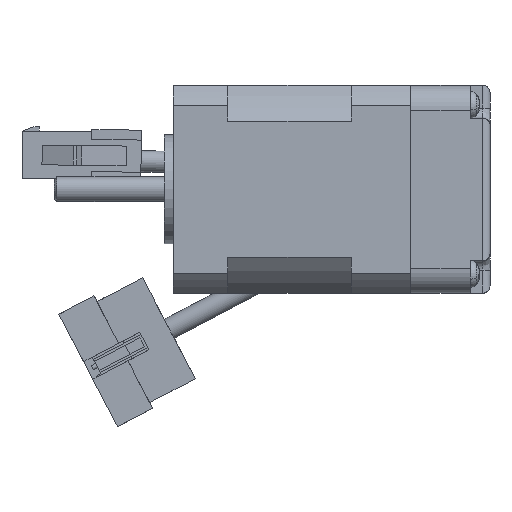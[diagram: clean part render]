
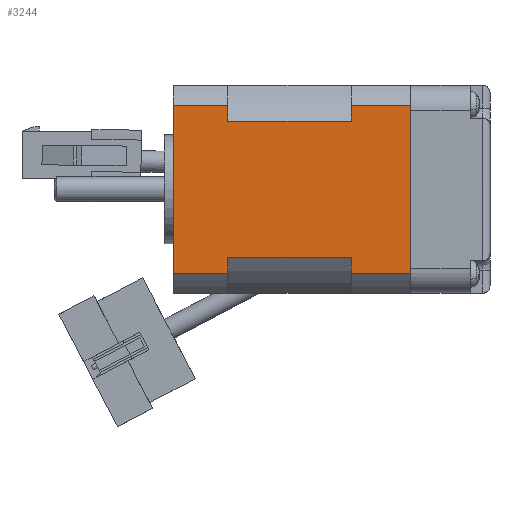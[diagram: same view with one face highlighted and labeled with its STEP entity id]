
A CAD part, front view. The second image highlights one B-rep face of the part: STEP entity #3244.
In plain terms, the highlighted planar face has unit normal (0, -1, 0).
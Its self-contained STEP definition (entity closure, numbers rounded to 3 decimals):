
#280 = CARTESIAN_POINT ( 'NONE',  ( 4.029, 0., 0. ) ) ;
#431 = CARTESIAN_POINT ( 'NONE',  ( 34.766, 0., 37. ) ) ;
#1043 = LINE ( 'NONE', #15150, #13940 ) ;
#1637 = AXIS2_PLACEMENT_3D ( 'NONE', #8448, #6797, #18615 ) ;
#2300 = EDGE_CURVE ( 'NONE', #19667, #21139, #1043, .T. ) ;
#2885 = VERTEX_POINT ( 'NONE', #431 ) ;
#3182 = VECTOR ( 'NONE', #18257, 1000. ) ;
#3244 = ADVANCED_FACE ( 'NONE', ( #14447 ), #13516, .F. ) ;
#3258 = VECTOR ( 'NONE', #18583, 1000. ) ;
#3266 = DIRECTION ( 'NONE',  ( 1., 0., 0. ) ) ;
#3389 = EDGE_CURVE ( 'NONE', #15566, #5706, #16807, .T. ) ;
#3531 = EDGE_CURVE ( 'NONE', #2885, #11379, #18132, .T. ) ;
#3716 = LINE ( 'NONE', #14859, #3182 ) ;
#4115 = DIRECTION ( 'NONE',  ( 1., 0., 0. ) ) ;
#4517 = CARTESIAN_POINT ( 'NONE',  ( 34.766, 0., 12. ) ) ;
#4572 = ORIENTED_EDGE ( 'NONE', *, *, #17687, .T. ) ;
#4691 = CARTESIAN_POINT ( 'NONE',  ( 37.971, 0., 0. ) ) ;
#4821 = VERTEX_POINT ( 'NONE', #13087 ) ;
#4964 = DIRECTION ( 'NONE',  ( 1., 0., 0. ) ) ;
#5639 = LINE ( 'NONE', #16753, #14588 ) ;
#5706 = VERTEX_POINT ( 'NONE', #16322 ) ;
#5742 = VERTEX_POINT ( 'NONE', #4691 ) ;
#5851 = LINE ( 'NONE', #15036, #17702 ) ;
#5881 = EDGE_CURVE ( 'NONE', #13321, #5742, #5639, .T. ) ;
#6553 = VECTOR ( 'NONE', #19193, 1000. ) ;
#6748 = DIRECTION ( 'NONE',  ( 0., 0., -1. ) ) ;
#6797 = DIRECTION ( 'NONE',  ( 0., 1., 0. ) ) ;
#6969 = VECTOR ( 'NONE', #10512, 1000. ) ;
#6970 = ORIENTED_EDGE ( 'NONE', *, *, #10122, .T. ) ;
#7858 = VECTOR ( 'NONE', #12281, 1000. ) ;
#8065 = CARTESIAN_POINT ( 'NONE',  ( 37.971, 0., 12. ) ) ;
#8414 = ORIENTED_EDGE ( 'NONE', *, *, #12435, .F. ) ;
#8444 = CARTESIAN_POINT ( 'NONE',  ( 4.029, 0., 12. ) ) ;
#8448 = CARTESIAN_POINT ( 'NONE',  ( 4.029, 0., 48. ) ) ;
#8481 = VERTEX_POINT ( 'NONE', #8065 ) ;
#8824 = CARTESIAN_POINT ( 'NONE',  ( 4.029, 0., 48. ) ) ;
#8973 = ORIENTED_EDGE ( 'NONE', *, *, #2300, .T. ) ;
#9100 = CARTESIAN_POINT ( 'NONE',  ( 4.029, 0., 48. ) ) ;
#9176 = VECTOR ( 'NONE', #16021, 1000. ) ;
#9485 = EDGE_CURVE ( 'NONE', #5706, #4821, #3716, .T. ) ;
#9989 = LINE ( 'NONE', #9100, #6553 ) ;
#10122 = EDGE_CURVE ( 'NONE', #21139, #4821, #5851, .T. ) ;
#10287 = VECTOR ( 'NONE', #16661, 1000. ) ;
#10512 = DIRECTION ( 'NONE',  ( 0., 0., -1. ) ) ;
#10565 = VECTOR ( 'NONE', #20659, 1000. ) ;
#10623 = CARTESIAN_POINT ( 'NONE',  ( 37.971, 0., 37. ) ) ;
#10814 = ORIENTED_EDGE ( 'NONE', *, *, #17919, .F. ) ;
#11016 = CARTESIAN_POINT ( 'NONE',  ( 34.766, 0., 12. ) ) ;
#11223 = EDGE_CURVE ( 'NONE', #19667, #13788, #9989, .T. ) ;
#11379 = VERTEX_POINT ( 'NONE', #4517 ) ;
#11470 = LINE ( 'NONE', #8824, #6969 ) ;
#11539 = CARTESIAN_POINT ( 'NONE',  ( 37.971, 0., 48. ) ) ;
#12281 = DIRECTION ( 'NONE',  ( 1., 0., 0. ) ) ;
#12435 = EDGE_CURVE ( 'NONE', #11379, #8481, #13611, .T. ) ;
#12758 = LINE ( 'NONE', #16874, #3258 ) ;
#13087 = CARTESIAN_POINT ( 'NONE',  ( 7.234, 0., 37. ) ) ;
#13321 = VERTEX_POINT ( 'NONE', #280 ) ;
#13516 = PLANE ( 'NONE',  #1637 ) ;
#13611 = LINE ( 'NONE', #14185, #17600 ) ;
#13788 = VERTEX_POINT ( 'NONE', #11539 ) ;
#13940 = VECTOR ( 'NONE', #6748, 1000. ) ;
#14144 = ORIENTED_EDGE ( 'NONE', *, *, #3389, .F. ) ;
#14185 = CARTESIAN_POINT ( 'NONE',  ( 4.029, 0., 12. ) ) ;
#14447 = FACE_OUTER_BOUND ( 'NONE', #15050, .T. ) ;
#14450 = EDGE_CURVE ( 'NONE', #13788, #14618, #12758, .T. ) ;
#14588 = VECTOR ( 'NONE', #4964, 1000. ) ;
#14618 = VERTEX_POINT ( 'NONE', #10623 ) ;
#14859 = CARTESIAN_POINT ( 'NONE',  ( 7.234, 0., 12. ) ) ;
#14903 = CARTESIAN_POINT ( 'NONE',  ( 4.029, 0., 37. ) ) ;
#15036 = CARTESIAN_POINT ( 'NONE',  ( 4.029, 0., 37. ) ) ;
#15050 = EDGE_LOOP ( 'NONE', ( #14144, #15469, #15370, #10814, #8414, #18927, #4572, #17750, #20845, #8973, #6970, #15362 ) ) ;
#15150 = CARTESIAN_POINT ( 'NONE',  ( 4.029, 0., 48. ) ) ;
#15249 = EDGE_CURVE ( 'NONE', #15566, #13321, #11470, .T. ) ;
#15362 = ORIENTED_EDGE ( 'NONE', *, *, #9485, .F. ) ;
#15370 = ORIENTED_EDGE ( 'NONE', *, *, #5881, .T. ) ;
#15469 = ORIENTED_EDGE ( 'NONE', *, *, #15249, .T. ) ;
#15566 = VERTEX_POINT ( 'NONE', #8444 ) ;
#15937 = CARTESIAN_POINT ( 'NONE',  ( 4.029, 0., 48. ) ) ;
#16021 = DIRECTION ( 'NONE',  ( 0., 0., -1. ) ) ;
#16322 = CARTESIAN_POINT ( 'NONE',  ( 7.234, 0., 12. ) ) ;
#16661 = DIRECTION ( 'NONE',  ( 1., 0., 0. ) ) ;
#16753 = CARTESIAN_POINT ( 'NONE',  ( 4.029, 0., 0. ) ) ;
#16807 = LINE ( 'NONE', #20693, #7858 ) ;
#16874 = CARTESIAN_POINT ( 'NONE',  ( 37.971, 0., 48. ) ) ;
#17600 = VECTOR ( 'NONE', #4115, 1000. ) ;
#17687 = EDGE_CURVE ( 'NONE', #2885, #14618, #19302, .T. ) ;
#17702 = VECTOR ( 'NONE', #3266, 1000. ) ;
#17750 = ORIENTED_EDGE ( 'NONE', *, *, #14450, .F. ) ;
#17919 = EDGE_CURVE ( 'NONE', #8481, #5742, #19554, .T. ) ;
#18132 = LINE ( 'NONE', #11016, #9176 ) ;
#18257 = DIRECTION ( 'NONE',  ( 0., 0., 1. ) ) ;
#18583 = DIRECTION ( 'NONE',  ( 0., 0., -1. ) ) ;
#18615 = DIRECTION ( 'NONE',  ( -1., 0., 0. ) ) ;
#18927 = ORIENTED_EDGE ( 'NONE', *, *, #3531, .F. ) ;
#19193 = DIRECTION ( 'NONE',  ( 1., 0., 0. ) ) ;
#19302 = LINE ( 'NONE', #19921, #10287 ) ;
#19554 = LINE ( 'NONE', #20579, #10565 ) ;
#19667 = VERTEX_POINT ( 'NONE', #15937 ) ;
#19921 = CARTESIAN_POINT ( 'NONE',  ( 4.029, 0., 37. ) ) ;
#20579 = CARTESIAN_POINT ( 'NONE',  ( 37.971, 0., 48. ) ) ;
#20659 = DIRECTION ( 'NONE',  ( 0., 0., -1. ) ) ;
#20693 = CARTESIAN_POINT ( 'NONE',  ( 4.029, 0., 12. ) ) ;
#20845 = ORIENTED_EDGE ( 'NONE', *, *, #11223, .F. ) ;
#21139 = VERTEX_POINT ( 'NONE', #14903 ) ;
